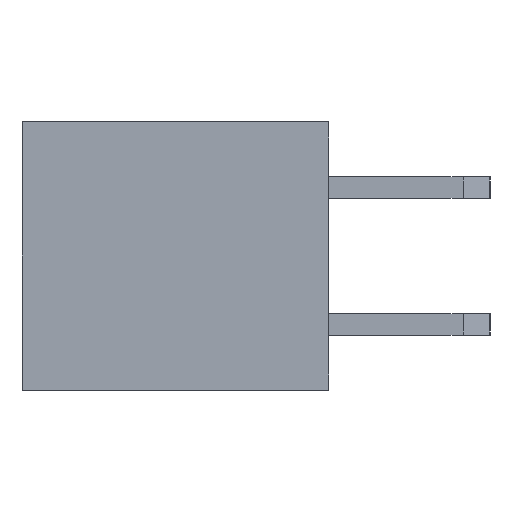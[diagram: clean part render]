
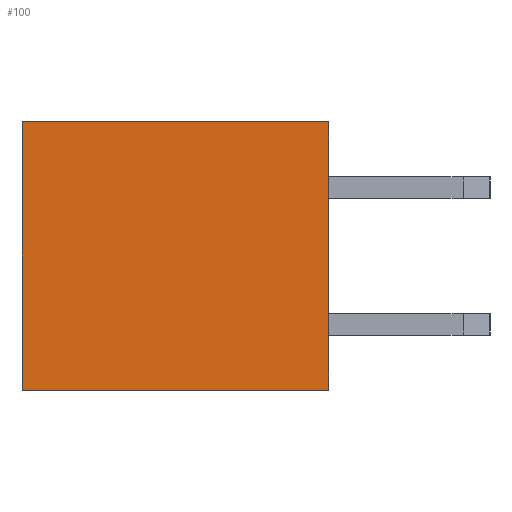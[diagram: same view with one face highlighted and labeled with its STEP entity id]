
A CAD part, left-side view. The second image highlights one B-rep face of the part: STEP entity #100.
In plain terms, the highlighted planar face has unit normal (-1, 0, 0).
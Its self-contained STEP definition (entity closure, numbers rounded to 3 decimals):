
#30=CARTESIAN_POINT('',(27.94,2.85,-1.25));
#31=DIRECTION('',(0.,0.,1.));
#32=DIRECTION('',(-1.,0.,0.));
#33=AXIS2_PLACEMENT_3D('',#30,#32,#31);
#34=PLANE('',#33);
#35=CARTESIAN_POINT('',(27.94,0.,-3.175));
#36=VERTEX_POINT('',#35);
#37=CARTESIAN_POINT('',(27.94,0.,-3.75));
#38=VERTEX_POINT('',#37);
#39=CARTESIAN_POINT('',(27.94,0.,-3.175));
#40=CARTESIAN_POINT('',(27.94,0.,-3.29));
#41=CARTESIAN_POINT('',(27.94,0.,-3.405));
#42=CARTESIAN_POINT('',(27.94,0.,-3.52));
#43=CARTESIAN_POINT('',(27.94,0.,-3.635));
#44=CARTESIAN_POINT('',(27.94,0.,-3.75));
#45=B_SPLINE_CURVE_WITH_KNOTS('',5,(#39,#40,#41,#42,#43,#44),.UNSPECIFIED.,.F.,.U.,(6,6),(0.,0.575),.UNSPECIFIED.);
#46=EDGE_CURVE('',#36,#38,#45,.T.);
#47=ORIENTED_EDGE('',*,*,#46,.F.);
#48=CARTESIAN_POINT('',(27.94,0.,0.675));
#49=VERTEX_POINT('',#48);
#50=CARTESIAN_POINT('',(27.94,0.,0.675));
#51=DIRECTION('',(0.,0.,-1.));
#52=VECTOR('',#51,3.85);
#53=LINE('',#50,#52);
#54=EDGE_CURVE('',#49,#36,#53,.T.);
#55=ORIENTED_EDGE('',*,*,#54,.F.);
#56=CARTESIAN_POINT('',(27.94,0.,1.25));
#57=VERTEX_POINT('',#56);
#58=CARTESIAN_POINT('',(27.94,0.,0.675));
#59=CARTESIAN_POINT('',(27.94,0.,0.79));
#60=CARTESIAN_POINT('',(27.94,0.,0.905));
#61=CARTESIAN_POINT('',(27.94,0.,1.02));
#62=CARTESIAN_POINT('',(27.94,0.,1.135));
#63=CARTESIAN_POINT('',(27.94,0.,1.25));
#64=B_SPLINE_CURVE_WITH_KNOTS('',5,(#58,#59,#60,#61,#62,#63),.UNSPECIFIED.,.F.,.U.,(6,6),(0.,0.575),.UNSPECIFIED.);
#65=EDGE_CURVE('',#49,#57,#64,.T.);
#66=ORIENTED_EDGE('',*,*,#65,.T.);
#67=CARTESIAN_POINT('',(27.94,5.7,1.25));
#68=VERTEX_POINT('',#67);
#69=CARTESIAN_POINT('',(27.94,0.,1.25));
#70=CARTESIAN_POINT('',(27.94,1.14,1.25));
#71=CARTESIAN_POINT('',(27.94,2.28,1.25));
#72=CARTESIAN_POINT('',(27.94,3.42,1.25));
#73=CARTESIAN_POINT('',(27.94,4.56,1.25));
#74=CARTESIAN_POINT('',(27.94,5.7,1.25));
#75=B_SPLINE_CURVE_WITH_KNOTS('',5,(#69,#70,#71,#72,#73,#74),.UNSPECIFIED.,.F.,.U.,(6,6),(0.,5.7),.UNSPECIFIED.);
#76=EDGE_CURVE('',#57,#68,#75,.T.);
#77=ORIENTED_EDGE('',*,*,#76,.T.);
#78=CARTESIAN_POINT('',(27.94,5.7,-3.75));
#79=VERTEX_POINT('',#78);
#80=CARTESIAN_POINT('',(27.94,5.7,1.25));
#81=CARTESIAN_POINT('',(27.94,5.7,0.25));
#82=CARTESIAN_POINT('',(27.94,5.7,-0.75));
#83=CARTESIAN_POINT('',(27.94,5.7,-1.75));
#84=CARTESIAN_POINT('',(27.94,5.7,-2.75));
#85=CARTESIAN_POINT('',(27.94,5.7,-3.75));
#86=B_SPLINE_CURVE_WITH_KNOTS('',5,(#80,#81,#82,#83,#84,#85),.UNSPECIFIED.,.F.,.U.,(6,6),(0.,5.),.UNSPECIFIED.);
#87=EDGE_CURVE('',#68,#79,#86,.T.);
#88=ORIENTED_EDGE('',*,*,#87,.T.);
#89=CARTESIAN_POINT('',(27.94,5.7,-3.75));
#90=CARTESIAN_POINT('',(27.94,4.56,-3.75));
#91=CARTESIAN_POINT('',(27.94,3.42,-3.75));
#92=CARTESIAN_POINT('',(27.94,2.28,-3.75));
#93=CARTESIAN_POINT('',(27.94,1.14,-3.75));
#94=CARTESIAN_POINT('',(27.94,0.,-3.75));
#95=B_SPLINE_CURVE_WITH_KNOTS('',5,(#89,#90,#91,#92,#93,#94),.UNSPECIFIED.,.F.,.U.,(6,6),(0.,5.7),.UNSPECIFIED.);
#96=EDGE_CURVE('',#79,#38,#95,.T.);
#97=ORIENTED_EDGE('',*,*,#96,.T.);
#98=EDGE_LOOP('',(#47,#55,#66,#77,#88,#97));
#99=FACE_OUTER_BOUND('',#98,.T.);
#100=ADVANCED_FACE('',(#99),#34,.T.);
